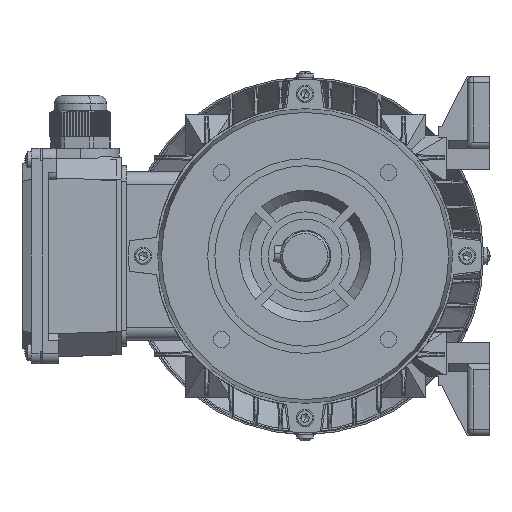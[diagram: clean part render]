
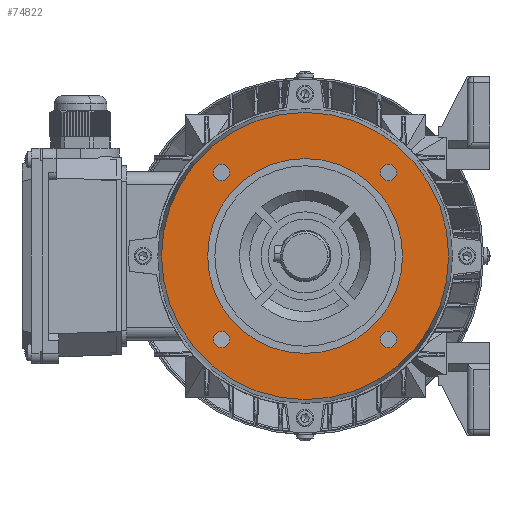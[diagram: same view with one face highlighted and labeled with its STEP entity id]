
A CAD part, left-side view. The second image highlights one B-rep face of the part: STEP entity #74822.
In plain terms, the highlighted planar face has unit normal (-1, 0, 0).
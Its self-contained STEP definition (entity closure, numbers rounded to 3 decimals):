
#5054 = DIRECTION ( 'NONE',  ( 0., 0., 1. ) ) ;
#5055 = DIRECTION ( 'NONE',  ( -1., 0., 0. ) ) ;
#5056 = AXIS2_PLACEMENT_3D ( 'NONE', #5062, #5055, #5054 ) ;
#5057 = CIRCLE ( 'NONE', #5056, 4. ) ;
#5062 = CARTESIAN_POINT ( 'NONE',  ( 3., -40.659, 40.659 ) ) ;
#7604 = FACE_BOUND ( 'NONE', #73400, .T. ) ;
#7606 = FACE_BOUND ( 'NONE', #76163, .T. ) ;
#7607 = FACE_BOUND ( 'NONE', #73317, .T. ) ;
#7656 = DIRECTION ( 'NONE',  ( 0., 0., 1. ) ) ;
#7657 = DIRECTION ( 'NONE',  ( -1., 0., 0. ) ) ;
#7658 = CARTESIAN_POINT ( 'NONE',  ( 3., -28.387, 0. ) ) ;
#7659 = AXIS2_PLACEMENT_3D ( 'NONE', #7658, #7657, #7656 ) ;
#7661 = PLANE ( 'NONE',  #7659 ) ;
#7662 = FACE_BOUND ( 'NONE', #61036, .T. ) ;
#7667 = FACE_OUTER_BOUND ( 'NONE', #60941, .T. ) ;
#7668 = FACE_BOUND ( 'NONE', #61032, .T. ) ;
#10111 = DIRECTION ( 'NONE',  ( 0., 0., 1. ) ) ;
#10112 = DIRECTION ( 'NONE',  ( -1., 0., 0. ) ) ;
#10113 = AXIS2_PLACEMENT_3D ( 'NONE', #10121, #10112, #10111 ) ;
#10114 = CIRCLE ( 'NONE', #10113, 70. ) ;
#10121 = CARTESIAN_POINT ( 'NONE',  ( 3., 0., 0. ) ) ;
#11689 = DIRECTION ( 'NONE',  ( 0., 0., 1. ) ) ;
#11690 = DIRECTION ( 'NONE',  ( -1., 0., 0. ) ) ;
#11691 = CARTESIAN_POINT ( 'NONE',  ( 3., -40.659, -40.659 ) ) ;
#11693 = AXIS2_PLACEMENT_3D ( 'NONE', #11691, #11690, #11689 ) ;
#11694 = CIRCLE ( 'NONE', #11693, 4. ) ;
#19297 = DIRECTION ( 'NONE',  ( 0., 0., 1. ) ) ;
#19299 = DIRECTION ( 'NONE',  ( -1., 0., 0. ) ) ;
#19300 = CARTESIAN_POINT ( 'NONE',  ( 3., 0., 0. ) ) ;
#19301 = AXIS2_PLACEMENT_3D ( 'NONE', #19300, #19299, #19297 ) ;
#19302 = CIRCLE ( 'NONE', #19301, 47.5 ) ;
#31568 = DIRECTION ( 'NONE',  ( 0., 0., 1. ) ) ;
#31569 = DIRECTION ( 'NONE',  ( -1., 0., 0. ) ) ;
#31570 = CARTESIAN_POINT ( 'NONE',  ( 3., 40.659, -40.659 ) ) ;
#31572 = AXIS2_PLACEMENT_3D ( 'NONE', #31570, #31569, #31568 ) ;
#31581 = CIRCLE ( 'NONE', #31572, 4. ) ;
#32285 = DIRECTION ( 'NONE',  ( 0., 0., 1. ) ) ;
#32286 = DIRECTION ( 'NONE',  ( -1., 0., 0. ) ) ;
#32288 = CARTESIAN_POINT ( 'NONE',  ( 3., 40.659, 40.659 ) ) ;
#32289 = AXIS2_PLACEMENT_3D ( 'NONE', #32288, #32286, #32285 ) ;
#32290 = CIRCLE ( 'NONE', #32289, 4. ) ;
#58766 = EDGE_CURVE ( 'NONE', #65955, #65954, #19302, .T. ) ;
#58767 = ORIENTED_EDGE ( 'NONE', *, *, #58766, .F. ) ;
#60940 = EDGE_CURVE ( 'NONE', #65472, #65405, #31581, .T. ) ;
#60941 = EDGE_LOOP ( 'NONE', ( #60997, #61034 ) ) ;
#60997 = ORIENTED_EDGE ( 'NONE', *, *, #65953, .T. ) ;
#61016 = ORIENTED_EDGE ( 'NONE', *, *, #60940, .F. ) ;
#61018 = ORIENTED_EDGE ( 'NONE', *, *, #65946, .F. ) ;
#61029 = ORIENTED_EDGE ( 'NONE', *, *, #65515, .F. ) ;
#61032 = EDGE_LOOP ( 'NONE', ( #61029, #61088 ) ) ;
#61034 = ORIENTED_EDGE ( 'NONE', *, *, #75640, .T. ) ;
#61036 = EDGE_LOOP ( 'NONE', ( #61018, #58767 ) ) ;
#61088 = ORIENTED_EDGE ( 'NONE', *, *, #61089, .F. ) ;
#61089 = EDGE_CURVE ( 'NONE', #65479, #65516, #32290, .T. ) ;
#65405 = VERTEX_POINT ( 'NONE', #98735 ) ;
#65472 = VERTEX_POINT ( 'NONE', #99085 ) ;
#65479 = VERTEX_POINT ( 'NONE', #99054 ) ;
#65515 = EDGE_CURVE ( 'NONE', #65516, #65479, #99157, .T. ) ;
#65516 = VERTEX_POINT ( 'NONE', #99151 ) ;
#65518 = EDGE_CURVE ( 'NONE', #65405, #65472, #99257, .T. ) ;
#65946 = EDGE_CURVE ( 'NONE', #65954, #65955, #100946, .T. ) ;
#65951 = VERTEX_POINT ( 'NONE', #101035 ) ;
#65953 = EDGE_CURVE ( 'NONE', #65964, #65951, #101030, .T. ) ;
#65954 = VERTEX_POINT ( 'NONE', #101021 ) ;
#65955 = VERTEX_POINT ( 'NONE', #101020 ) ;
#65964 = VERTEX_POINT ( 'NONE', #100989 ) ;
#66077 = VERTEX_POINT ( 'NONE', #101542 ) ;
#66101 = VERTEX_POINT ( 'NONE', #101671 ) ;
#66122 = EDGE_CURVE ( 'NONE', #66077, #66123, #101712, .T. ) ;
#66123 = VERTEX_POINT ( 'NONE', #101706 ) ;
#66178 = EDGE_CURVE ( 'NONE', #66179, #66101, #101943, .T. ) ;
#66179 = VERTEX_POINT ( 'NONE', #101936 ) ;
#73317 = EDGE_LOOP ( 'NONE', ( #76005, #76041 ) ) ;
#73400 = EDGE_LOOP ( 'NONE', ( #75905, #75907 ) ) ;
#73452 = EDGE_CURVE ( 'NONE', #66123, #66077, #5057, .T. ) ;
#74822 = ADVANCED_FACE ( 'NONE', ( #7604, #7607, #7606, #7668, #7667, #7662 ), #7661, .T. ) ;
#75640 = EDGE_CURVE ( 'NONE', #65951, #65964, #10114, .T. ) ;
#75905 = ORIENTED_EDGE ( 'NONE', *, *, #66122, .F. ) ;
#75907 = ORIENTED_EDGE ( 'NONE', *, *, #73452, .F. ) ;
#76005 = ORIENTED_EDGE ( 'NONE', *, *, #66178, .F. ) ;
#76041 = ORIENTED_EDGE ( 'NONE', *, *, #76162, .F. ) ;
#76052 = ORIENTED_EDGE ( 'NONE', *, *, #65518, .F. ) ;
#76162 = EDGE_CURVE ( 'NONE', #66101, #66179, #11694, .T. ) ;
#76163 = EDGE_LOOP ( 'NONE', ( #76052, #61016 ) ) ;
#98735 = CARTESIAN_POINT ( 'NONE',  ( 3., 40.659, -44.659 ) ) ;
#99054 = CARTESIAN_POINT ( 'NONE',  ( 3., 40.659, 44.659 ) ) ;
#99085 = CARTESIAN_POINT ( 'NONE',  ( 3., 40.659, -36.659 ) ) ;
#99151 = CARTESIAN_POINT ( 'NONE',  ( 3., 40.659, 36.659 ) ) ;
#99152 = DIRECTION ( 'NONE',  ( 0., 0., 1. ) ) ;
#99153 = DIRECTION ( 'NONE',  ( -1., 0., 0. ) ) ;
#99154 = CARTESIAN_POINT ( 'NONE',  ( 3., 40.659, 40.659 ) ) ;
#99155 = AXIS2_PLACEMENT_3D ( 'NONE', #99154, #99153, #99152 ) ;
#99157 = CIRCLE ( 'NONE', #99155, 4. ) ;
#99250 = DIRECTION ( 'NONE',  ( 0., 0., 1. ) ) ;
#99252 = DIRECTION ( 'NONE',  ( -1., 0., 0. ) ) ;
#99254 = CARTESIAN_POINT ( 'NONE',  ( 3., 40.659, -40.659 ) ) ;
#99255 = AXIS2_PLACEMENT_3D ( 'NONE', #99254, #99252, #99250 ) ;
#99257 = CIRCLE ( 'NONE', #99255, 4. ) ;
#100942 = DIRECTION ( 'NONE',  ( 0., 0., 1. ) ) ;
#100943 = DIRECTION ( 'NONE',  ( -1., 0., 0. ) ) ;
#100944 = CARTESIAN_POINT ( 'NONE',  ( 3., 0., 0. ) ) ;
#100945 = AXIS2_PLACEMENT_3D ( 'NONE', #100944, #100943, #100942 ) ;
#100946 = CIRCLE ( 'NONE', #100945, 47.5 ) ;
#100989 = CARTESIAN_POINT ( 'NONE',  ( 3., 0., 70. ) ) ;
#101020 = CARTESIAN_POINT ( 'NONE',  ( 3., 0., -47.5 ) ) ;
#101021 = CARTESIAN_POINT ( 'NONE',  ( 3., 0., 47.5 ) ) ;
#101024 = DIRECTION ( 'NONE',  ( 0., 0., 1. ) ) ;
#101026 = DIRECTION ( 'NONE',  ( -1., 0., 0. ) ) ;
#101028 = CARTESIAN_POINT ( 'NONE',  ( 3., 0., 0. ) ) ;
#101029 = AXIS2_PLACEMENT_3D ( 'NONE', #101028, #101026, #101024 ) ;
#101030 = CIRCLE ( 'NONE', #101029, 70. ) ;
#101035 = CARTESIAN_POINT ( 'NONE',  ( 3., 0., -70. ) ) ;
#101542 = CARTESIAN_POINT ( 'NONE',  ( 3., -40.659, 36.659 ) ) ;
#101671 = CARTESIAN_POINT ( 'NONE',  ( 3., -40.659, -36.659 ) ) ;
#101706 = CARTESIAN_POINT ( 'NONE',  ( 3., -40.659, 44.659 ) ) ;
#101707 = DIRECTION ( 'NONE',  ( 0., 0., 1. ) ) ;
#101708 = DIRECTION ( 'NONE',  ( -1., 0., 0. ) ) ;
#101709 = CARTESIAN_POINT ( 'NONE',  ( 3., -40.659, 40.659 ) ) ;
#101710 = AXIS2_PLACEMENT_3D ( 'NONE', #101709, #101708, #101707 ) ;
#101712 = CIRCLE ( 'NONE', #101710, 4. ) ;
#101936 = CARTESIAN_POINT ( 'NONE',  ( 3., -40.659, -44.659 ) ) ;
#101938 = DIRECTION ( 'NONE',  ( 0., 0., 1. ) ) ;
#101939 = DIRECTION ( 'NONE',  ( -1., 0., 0. ) ) ;
#101941 = CARTESIAN_POINT ( 'NONE',  ( 3., -40.659, -40.659 ) ) ;
#101942 = AXIS2_PLACEMENT_3D ( 'NONE', #101941, #101939, #101938 ) ;
#101943 = CIRCLE ( 'NONE', #101942, 4. ) ;
